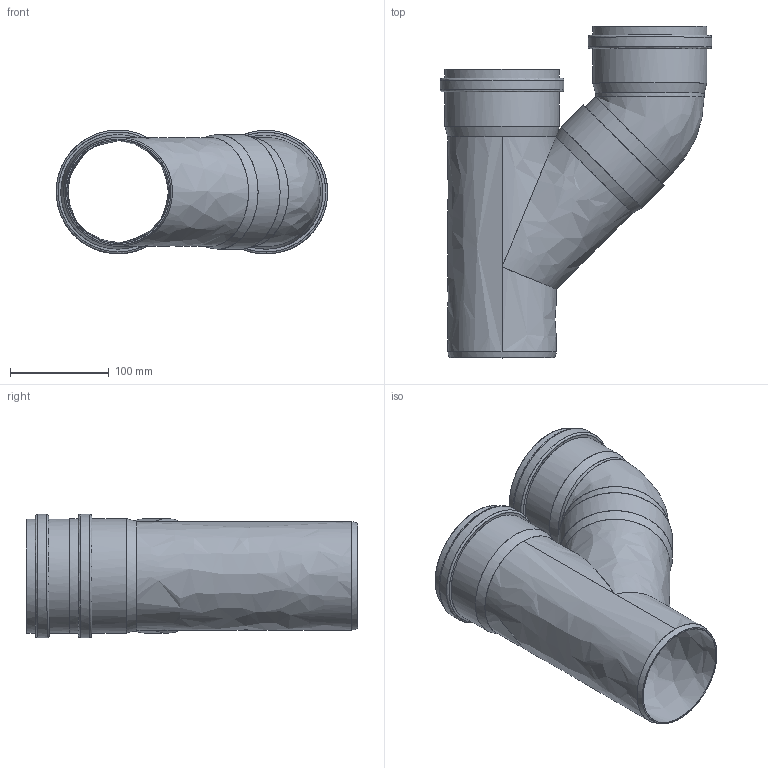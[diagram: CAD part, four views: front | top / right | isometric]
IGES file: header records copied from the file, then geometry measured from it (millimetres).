
Global section: file name: 1371155_DP 110.igs; native system: NX V4.0; preprocessor: UGS NX IGES V4.0; date: 20090710.112239; units: millimetre
Bounding box: 274.64 x 335.77 x 125.42 mm (x, y, z)
Surface area: 402732.3 mm2 (no closed solid volume)
Topology: 0 solids, 0 shells, 69 faces, 925 edges, 850 vertices
Faces by surface type: bspline 69
